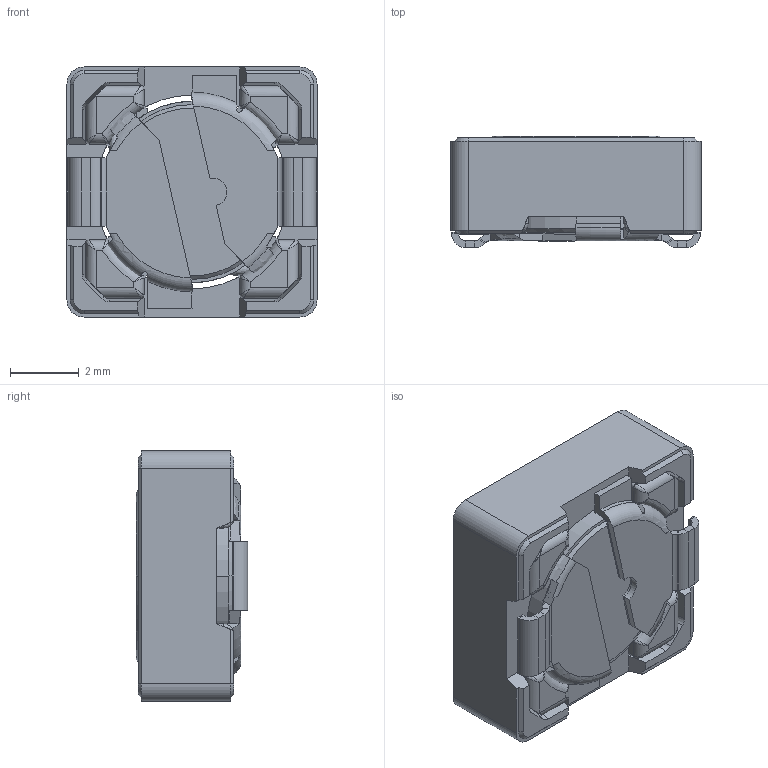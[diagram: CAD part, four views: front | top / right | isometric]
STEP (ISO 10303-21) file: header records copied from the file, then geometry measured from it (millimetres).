
FILE_DESCRIPTION((''),'2;1');
FILE_NAME('C62330-A900-A0720001-03_ASM','2019-05-24T',('EC2034'),(''),'CREO PARAMETRIC BY PTC INC, 2015480','CREO PARAMETRIC BY PTC INC, 2015480','');
FILE_SCHEMA(('AUTOMOTIVE_DESIGN { 1 0 10303 214 1 1 1 1 }'));
Length unit declared in the file: millimetre
Products named in the file (1): C62330-A900-A0720001-03_ASM
Bounding box: 7.3 x 3.25 x 7.3 mm (x, y, z)
Volume: 104.7 mm3; surface area: 426.6 mm2
Topology: 1 solids, 3 shells, 566 faces, 1506 edges, 944 vertices
Faces by surface type: plane 358, cylinder 116, cone 46, bspline 30, torus 16
Entity records: 33472 total; most frequent: CARTESIAN_POINT 16683, ORIENTED_EDGE 2996, DIRECTION 2745, EDGE_CURVE 1502, VECTOR 999, LINE 999, VERTEX_POINT 944, AXIS2_PLACEMENT_3D 873
